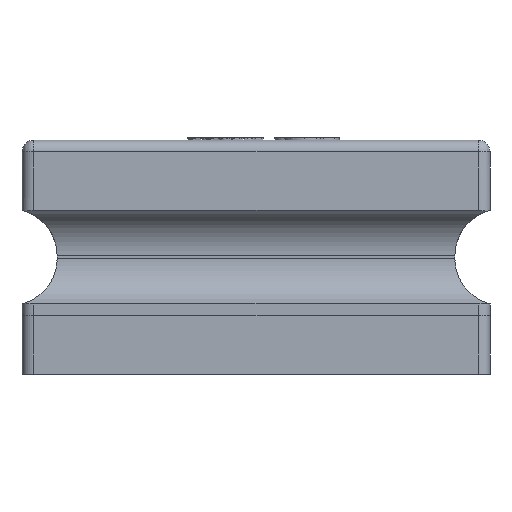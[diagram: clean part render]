
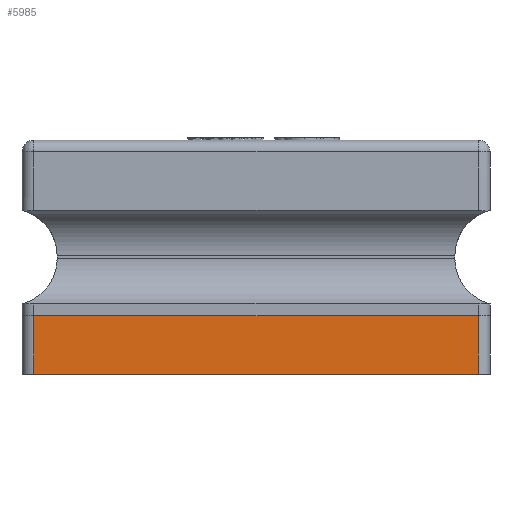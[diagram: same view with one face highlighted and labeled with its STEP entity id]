
A CAD part, left-side view. The second image highlights one B-rep face of the part: STEP entity #5985.
In plain terms, the highlighted planar face has unit normal (-1, 0, 0).
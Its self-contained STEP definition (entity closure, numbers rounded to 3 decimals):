
#75 = DIRECTION ( 'NONE',  ( 0., 1., 0. ) ) ;
#286 = LINE ( 'NONE', #15807, #4010 ) ;
#502 = ORIENTED_EDGE ( 'NONE', *, *, #16065, .T. ) ;
#1300 = EDGE_LOOP ( 'NONE', ( #8611, #502, #14928, #8212 ) ) ;
#1589 = CARTESIAN_POINT ( 'NONE',  ( -1.25, 1., 0. ) ) ;
#3666 = VECTOR ( 'NONE', #9074, 1000. ) ;
#4010 = VECTOR ( 'NONE', #11989, 1000. ) ;
#5179 = CARTESIAN_POINT ( 'NONE',  ( -1.25, 0.95, 0.25 ) ) ;
#5797 = FACE_OUTER_BOUND ( 'NONE', #1300, .T. ) ;
#5985 = ADVANCED_FACE ( 'NONE', ( #5797 ), #8607, .T. ) ;
#7573 = VECTOR ( 'NONE', #75, 1000. ) ;
#7676 = VECTOR ( 'NONE', #15841, 1000. ) ;
#8183 = VERTEX_POINT ( 'NONE', #10483 ) ;
#8212 = ORIENTED_EDGE ( 'NONE', *, *, #14204, .T. ) ;
#8340 = EDGE_CURVE ( 'NONE', #15725, #8183, #10619, .T. ) ;
#8607 = PLANE ( 'NONE',  #14421 ) ;
#8611 = ORIENTED_EDGE ( 'NONE', *, *, #11608, .F. ) ;
#8792 = DIRECTION ( 'NONE',  ( 0., 0., 1. ) ) ;
#9074 = DIRECTION ( 'NONE',  ( 0., 1., 0. ) ) ;
#9734 = DIRECTION ( 'NONE',  ( -1., 0., 0. ) ) ;
#9810 = CARTESIAN_POINT ( 'NONE',  ( -1.25, -0.95, 0.25 ) ) ;
#10159 = VERTEX_POINT ( 'NONE', #14627 ) ;
#10483 = CARTESIAN_POINT ( 'NONE',  ( -1.25, 0.95, 0.25 ) ) ;
#10619 = LINE ( 'NONE', #17223, #3666 ) ;
#10828 = LINE ( 'NONE', #1589, #7573 ) ;
#10883 = VERTEX_POINT ( 'NONE', #16108 ) ;
#11608 = EDGE_CURVE ( 'NONE', #10159, #10883, #10828, .T. ) ;
#11989 = DIRECTION ( 'NONE',  ( 0., 0., 1. ) ) ;
#14204 = EDGE_CURVE ( 'NONE', #8183, #10883, #16105, .T. ) ;
#14421 = AXIS2_PLACEMENT_3D ( 'NONE', #15445, #9734, #8792 ) ;
#14627 = CARTESIAN_POINT ( 'NONE',  ( -1.25, -0.95, 0. ) ) ;
#14928 = ORIENTED_EDGE ( 'NONE', *, *, #8340, .T. ) ;
#15445 = CARTESIAN_POINT ( 'NONE',  ( -1.25, 1., 0.25 ) ) ;
#15725 = VERTEX_POINT ( 'NONE', #9810 ) ;
#15807 = CARTESIAN_POINT ( 'NONE',  ( -1.25, -0.95, 0.25 ) ) ;
#15841 = DIRECTION ( 'NONE',  ( 0., 0., -1. ) ) ;
#16065 = EDGE_CURVE ( 'NONE', #10159, #15725, #286, .T. ) ;
#16105 = LINE ( 'NONE', #5179, #7676 ) ;
#16108 = CARTESIAN_POINT ( 'NONE',  ( -1.25, 0.95, 0. ) ) ;
#17223 = CARTESIAN_POINT ( 'NONE',  ( -1.25, 1., 0.25 ) ) ;
